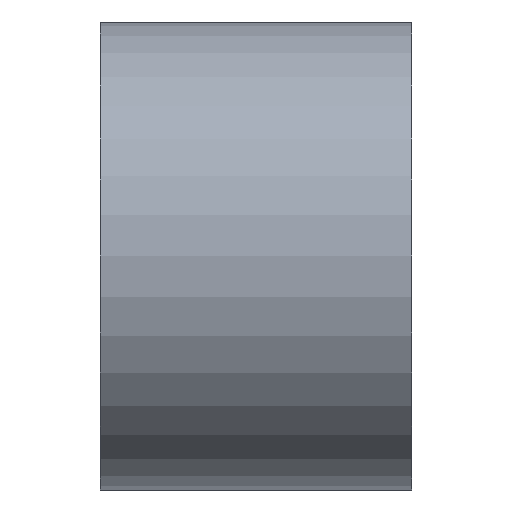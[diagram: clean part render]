
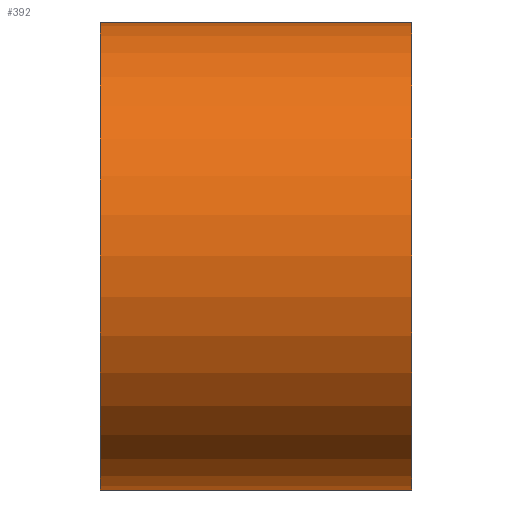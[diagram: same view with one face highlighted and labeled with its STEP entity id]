
A CAD part, left-side view. The second image highlights one B-rep face of the part: STEP entity #392.
In plain terms, the highlighted cylindrical face has radius 4.763 mm (diameter 9.525 mm), a partial arc.
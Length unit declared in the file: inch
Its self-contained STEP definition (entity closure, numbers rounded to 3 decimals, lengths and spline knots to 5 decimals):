
#9 = AXIS2_PLACEMENT_3D ( 'NONE', #700, #354, #754 ) ;
#75 = AXIS2_PLACEMENT_3D ( 'NONE', #657, #296, #703 ) ;
#84 = LINE ( 'NONE', #295, #232 ) ;
#120 = DIRECTION ( 'NONE',  ( 0., -1., 0. ) ) ;
#152 = VERTEX_POINT ( 'NONE', #313 ) ;
#167 = AXIS2_PLACEMENT_3D ( 'NONE', #343, #405, #279 ) ;
#186 = DIRECTION ( 'NONE',  ( 0., -1., 0. ) ) ;
#190 = VERTEX_POINT ( 'NONE', #689 ) ;
#213 = VECTOR ( 'NONE', #120, 39.37008 ) ;
#232 = VECTOR ( 'NONE', #186, 39.37008 ) ;
#245 = CIRCLE ( 'NONE', #9, 0.1875 ) ;
#273 = ORIENTED_EDGE ( 'NONE', *, *, #562, .F. ) ;
#279 = DIRECTION ( 'NONE',  ( 0., 0., -1. ) ) ;
#291 = EDGE_LOOP ( 'NONE', ( #447, #273, #608, #747 ) ) ;
#295 = CARTESIAN_POINT ( 'NONE',  ( -1.155, 0.25, 0.1875 ) ) ;
#296 = DIRECTION ( 'NONE',  ( 0., 1., 0. ) ) ;
#313 = CARTESIAN_POINT ( 'NONE',  ( -1.155, 0., 0.1875 ) ) ;
#343 = CARTESIAN_POINT ( 'NONE',  ( -1.155, 0.25, 0. ) ) ;
#354 = DIRECTION ( 'NONE',  ( 0., 1., 0. ) ) ;
#367 = LINE ( 'NONE', #490, #213 ) ;
#373 = VERTEX_POINT ( 'NONE', #531 ) ;
#385 = CIRCLE ( 'NONE', #75, 0.1875 ) ;
#392 = ADVANCED_FACE ( 'NONE', ( #554 ), #666, .T. ) ;
#405 = DIRECTION ( 'NONE',  ( 0., -1., 0. ) ) ;
#447 = ORIENTED_EDGE ( 'NONE', *, *, #561, .T. ) ;
#490 = CARTESIAN_POINT ( 'NONE',  ( -1.155, 0.25, -0.1875 ) ) ;
#531 = CARTESIAN_POINT ( 'NONE',  ( -1.155, 0.25, -0.1875 ) ) ;
#554 = FACE_OUTER_BOUND ( 'NONE', #291, .T. ) ;
#561 = EDGE_CURVE ( 'NONE', #718, #152, #245, .T. ) ;
#562 = EDGE_CURVE ( 'NONE', #190, #152, #84, .T. ) ;
#570 = EDGE_CURVE ( 'NONE', #373, #190, #385, .T. ) ;
#574 = EDGE_CURVE ( 'NONE', #373, #718, #367, .T. ) ;
#608 = ORIENTED_EDGE ( 'NONE', *, *, #570, .F. ) ;
#657 = CARTESIAN_POINT ( 'NONE',  ( -1.155, 0.25, 0. ) ) ;
#666 = CYLINDRICAL_SURFACE ( 'NONE', #167, 0.1875 ) ;
#667 = CARTESIAN_POINT ( 'NONE',  ( -1.155, 0., -0.1875 ) ) ;
#689 = CARTESIAN_POINT ( 'NONE',  ( -1.155, 0.25, 0.1875 ) ) ;
#700 = CARTESIAN_POINT ( 'NONE',  ( -1.155, 0., 0. ) ) ;
#703 = DIRECTION ( 'NONE',  ( 0., 0., 1. ) ) ;
#718 = VERTEX_POINT ( 'NONE', #667 ) ;
#747 = ORIENTED_EDGE ( 'NONE', *, *, #574, .T. ) ;
#754 = DIRECTION ( 'NONE',  ( 0., 0., 1. ) ) ;
